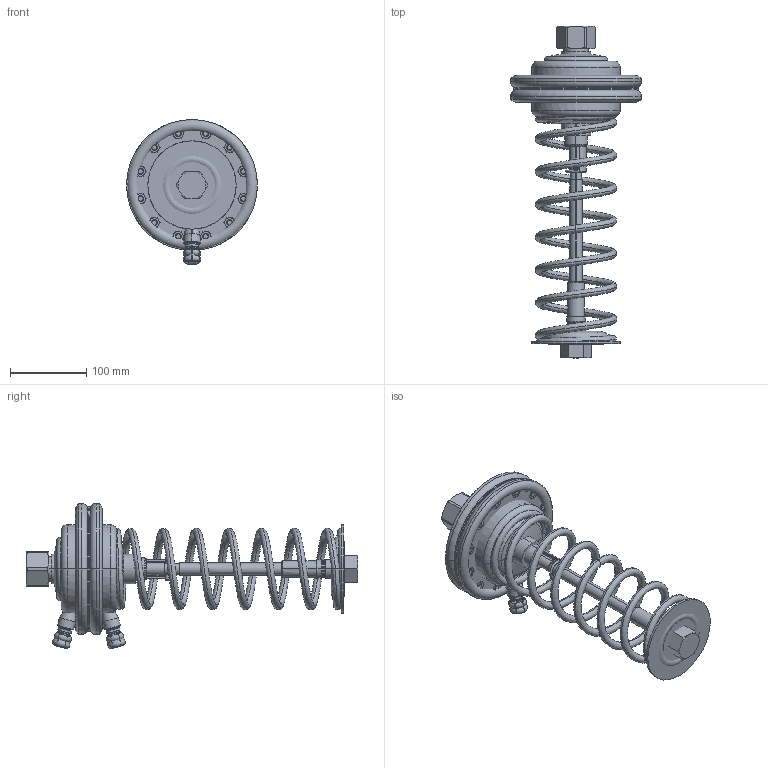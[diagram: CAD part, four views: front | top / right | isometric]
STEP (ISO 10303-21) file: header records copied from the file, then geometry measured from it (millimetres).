
FILE_DESCRIPTION((''),'2;1');
FILE_NAME('003G1015_SW0001','2012-04-25T',('U258099'),('Danfoss'),'PRO/ENGINEER BY PARAMETRIC TECHNOLOGY CORPORATION, 2010370','PRO/ENGINEER BY PARAMETRIC TECHNOLOGY CORPORATION, 2010370','');
FILE_SCHEMA(('CONFIG_CONTROL_DESIGN'));
Products named in the file (1): 003G1015_SW0001
Bounding box: 172 x 436.2 x 190.41 mm (x, y, z)
Surface area: 511536.9 mm2 (no closed solid volume)
Topology: 0 solids, 0 shells, 405 faces, 1774 edges, 1732 vertices
Faces by surface type: bspline 351, torus 50, sphere 4
Entity records: 145344 total; most frequent: CARTESIAN_POINT 130500, DIRECTION 2282, TRIMMED_CURVE 1729, DEFINITIONAL_REPRESENTATION 1690, PCURVE 1690, COMPOSITE_CURVE_SEGMENT 1690, VECTOR 1284, LINE 1284
